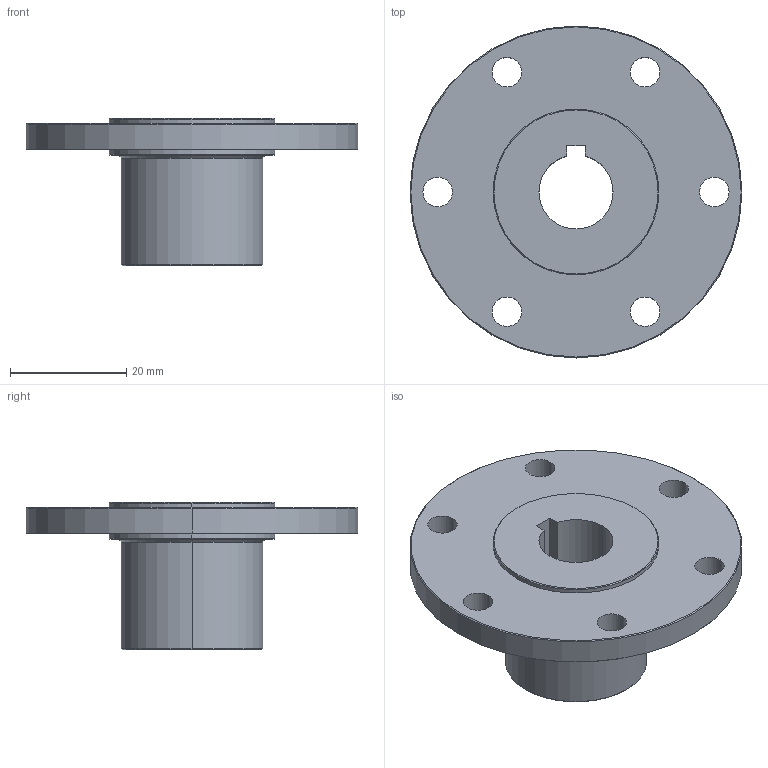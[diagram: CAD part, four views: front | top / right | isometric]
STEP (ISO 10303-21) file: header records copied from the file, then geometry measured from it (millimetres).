
FILE_DESCRIPTION (( 'STEP AP214' ), '1' );
FILE_NAME ('500 Key Hub r2.STEP', '2014-01-09T19:30:09', ( '' ), ( '' ), 'SwSTEP 2.0', 'SolidWorks 2010', '' );
FILE_SCHEMA (( 'AUTOMOTIVE_DESIGN' ));
Length unit declared in the file: inch
Products named in the file (1): 500 Key Hub r2
Bounding box: 57.15 x 57.15 x 25.4 mm (x, y, z)
Volume: 17827.9 mm3; surface area: 8529.4 mm2
Topology: 1 solids, 1 shells, 43 faces, 102 edges, 64 vertices
Faces by surface type: cylinder 23, cone 12, plane 8
Entity records: 1326 total; most frequent: DIRECTION 248, CARTESIAN_POINT 210, ORIENTED_EDGE 204, AXIS2_PLACEMENT_3D 102, EDGE_CURVE 102, VERTEX_POINT 64, EDGE_LOOP 60, CIRCLE 58
